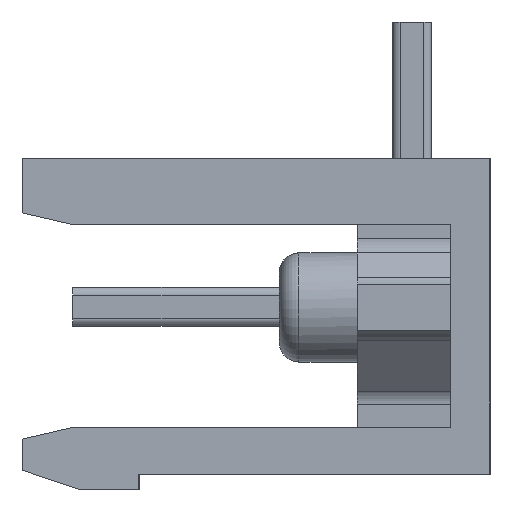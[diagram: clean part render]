
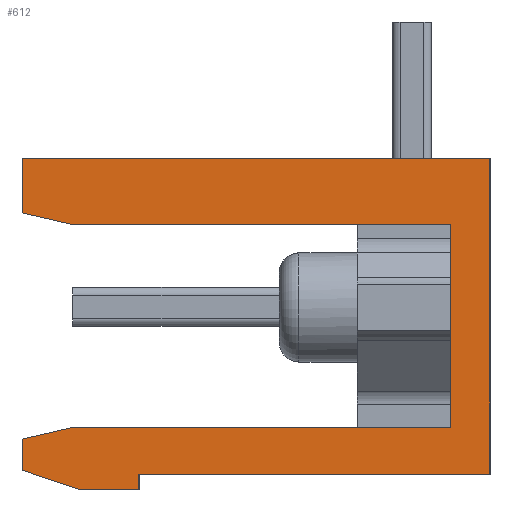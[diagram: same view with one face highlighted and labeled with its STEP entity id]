
A CAD part, left-side view. The second image highlights one B-rep face of the part: STEP entity #612.
In plain terms, the highlighted planar face has unit normal (-1, 0, 0).
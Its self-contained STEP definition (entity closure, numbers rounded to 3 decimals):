
#612=ADVANCED_FACE('',(#1767),#1768,.F.);
#1767=FACE_OUTER_BOUND('',#2969,.T.);
#1768=PLANE('',#2970);
#2969=EDGE_LOOP('',(#7614,#7615,#7616,#7617,#7618,#7619,#7620,#7621,#7622,#7623,#7624,#7625,#7626));
#2970=AXIS2_PLACEMENT_3D('',#7627,#7628,#7629);
#7614=ORIENTED_EDGE('',*,*,#8167,.F.);
#7615=ORIENTED_EDGE('',*,*,#9484,.F.);
#7616=ORIENTED_EDGE('',*,*,#9485,.T.);
#7617=ORIENTED_EDGE('',*,*,#9486,.F.);
#7618=ORIENTED_EDGE('',*,*,#8250,.T.);
#7619=ORIENTED_EDGE('',*,*,#8270,.T.);
#7620=ORIENTED_EDGE('',*,*,#8273,.T.);
#7621=ORIENTED_EDGE('',*,*,#8277,.T.);
#7622=ORIENTED_EDGE('',*,*,#8068,.T.);
#7623=ORIENTED_EDGE('',*,*,#8111,.T.);
#7624=ORIENTED_EDGE('',*,*,#9487,.F.);
#7625=ORIENTED_EDGE('',*,*,#9488,.T.);
#7626=ORIENTED_EDGE('',*,*,#9489,.F.);
#7627=CARTESIAN_POINT('',(1.0,12.0,18.726));
#7628=DIRECTION('',(1.0,0.0,0.0));
#7629=DIRECTION('',(0.0,1.0,-0.0));
#8068=EDGE_CURVE('',#9734,#9735,#9736,.T.);
#8111=EDGE_CURVE('',#9735,#9818,#9820,.T.);
#8167=EDGE_CURVE('',#9924,#9926,#9927,.T.);
#8250=EDGE_CURVE('',#10084,#10085,#10086,.T.);
#8270=EDGE_CURVE('',#10085,#10123,#10124,.T.);
#8273=EDGE_CURVE('',#10123,#10128,#10129,.T.);
#8277=EDGE_CURVE('',#10128,#9734,#10135,.T.);
#9484=EDGE_CURVE('',#12066,#9924,#12067,.T.);
#9485=EDGE_CURVE('',#12066,#12068,#12069,.T.);
#9486=EDGE_CURVE('',#10084,#12068,#12070,.T.);
#9487=EDGE_CURVE('',#12071,#9818,#12072,.T.);
#9488=EDGE_CURVE('',#12071,#12073,#12074,.T.);
#9489=EDGE_CURVE('',#9926,#12073,#12075,.T.);
#9734=VERTEX_POINT('',#12373);
#9735=VERTEX_POINT('',#12374);
#9736=LINE('',#12375,#12376);
#9818=VERTEX_POINT('',#12497);
#9820=LINE('',#12500,#12501);
#9924=VERTEX_POINT('',#12661);
#9926=VERTEX_POINT('',#12664);
#9927=LINE('',#12665,#12666);
#10084=VERTEX_POINT('',#12905);
#10085=VERTEX_POINT('',#12906);
#10086=LINE('',#12907,#12908);
#10123=VERTEX_POINT('',#12964);
#10124=LINE('',#12965,#12966);
#10128=VERTEX_POINT('',#12972);
#10129=LINE('',#12973,#12974);
#10135=LINE('',#12983,#12984);
#12066=VERTEX_POINT('',#15803);
#12067=LINE('',#15804,#15805);
#12068=VERTEX_POINT('',#15806);
#12069=LINE('',#15807,#15808);
#12070=LINE('',#15809,#15810);
#12071=VERTEX_POINT('',#15811);
#12072=LINE('',#15812,#15813);
#12073=VERTEX_POINT('',#15814);
#12074=LINE('',#15815,#15816);
#12075=LINE('',#15817,#15818);
#12373=CARTESIAN_POINT('',(1.0,0.0,0.0));
#12374=CARTESIAN_POINT('',(1.0,12.0,0.0));
#12375=CARTESIAN_POINT('',(1.0,0.0,0.0));
#12376=VECTOR('',#16247,12.0);
#12497=CARTESIAN_POINT('',(1.0,12.0,-1.4));
#12500=CARTESIAN_POINT('',(1.0,12.0,0.0));
#12501=VECTOR('',#16294,1.4);
#12661=CARTESIAN_POINT('',(1.0,10.7,-6.9));
#12664=CARTESIAN_POINT('',(1.0,1.0,-6.9));
#12665=CARTESIAN_POINT('',(1.0,10.7,-6.9));
#12666=VECTOR('',#16381,9.7);
#12905=CARTESIAN_POINT('',(1.0,10.5,-8.5));
#12906=CARTESIAN_POINT('',(1.0,9.0,-8.5));
#12907=CARTESIAN_POINT('',(1.0,10.5,-8.5));
#12908=VECTOR('',#16464,1.5);
#12964=CARTESIAN_POINT('',(1.0,9.0,-8.1));
#12965=CARTESIAN_POINT('',(1.0,9.0,-8.5));
#12966=VECTOR('',#16484,0.4);
#12972=CARTESIAN_POINT('',(1.0,0.0,-8.1));
#12973=CARTESIAN_POINT('',(1.0,9.0,-8.1));
#12974=VECTOR('',#16487,9.0);
#12983=CARTESIAN_POINT('',(1.0,0.0,-8.1));
#12984=VECTOR('',#16491,8.1);
#15803=CARTESIAN_POINT('',(1.0,12.0,-7.2));
#15804=CARTESIAN_POINT('',(1.0,12.0,-7.2));
#15805=VECTOR('',#18432,1.334);
#15806=CARTESIAN_POINT('',(1.0,12.0,-8.0));
#15807=CARTESIAN_POINT('',(1.0,12.0,-7.2));
#15808=VECTOR('',#18433,0.8);
#15809=CARTESIAN_POINT('',(1.0,10.5,-8.5));
#15810=VECTOR('',#18434,1.581);
#15811=CARTESIAN_POINT('',(1.0,10.7,-1.7));
#15812=CARTESIAN_POINT('',(1.0,10.7,-1.7));
#15813=VECTOR('',#18435,1.334);
#15814=CARTESIAN_POINT('',(1.0,1.0,-1.7));
#15815=CARTESIAN_POINT('',(1.0,10.7,-1.7));
#15816=VECTOR('',#18436,9.7);
#15817=CARTESIAN_POINT('',(1.0,1.0,-6.9));
#15818=VECTOR('',#18437,5.2);
#16247=DIRECTION('',(0.0,1.0,0.0));
#16294=DIRECTION('',(0.0,0.0,-1.0));
#16381=DIRECTION('',(0.0,-1.0,0.0));
#16464=DIRECTION('',(0.0,-1.0,0.0));
#16484=DIRECTION('',(0.0,0.0,1.0));
#16487=DIRECTION('',(0.0,-1.0,0.0));
#16491=DIRECTION('',(0.0,0.0,1.0));
#18432=DIRECTION('',(0.0,-0.974,0.225));
#18433=DIRECTION('',(0.0,0.0,-1.0));
#18434=DIRECTION('',(0.0,0.949,0.316));
#18435=DIRECTION('',(0.0,0.974,0.225));
#18436=DIRECTION('',(0.0,-1.0,0.0));
#18437=DIRECTION('',(0.0,0.0,1.0));
